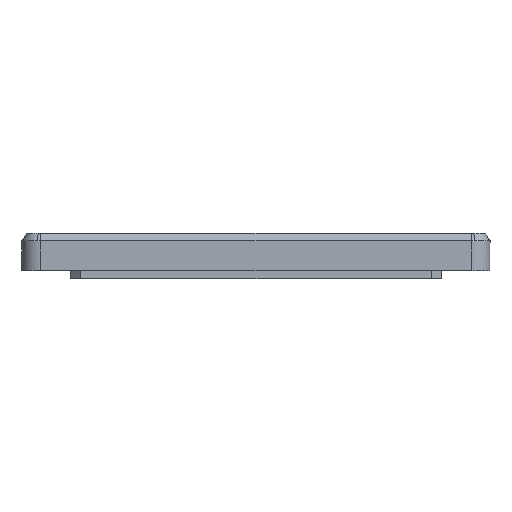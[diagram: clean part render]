
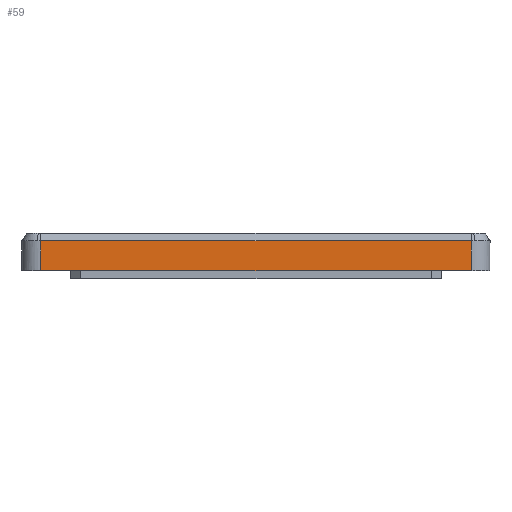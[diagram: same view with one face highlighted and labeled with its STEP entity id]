
A CAD part, front view. The second image highlights one B-rep face of the part: STEP entity #59.
In plain terms, the highlighted free-form (B-spline) face has degree [2, 1] with [3, 2] control points.
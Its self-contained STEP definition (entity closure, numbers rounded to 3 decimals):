
#59=ADVANCED_FACE('',(#224),#2730,.T.);
#224=FACE_OUTER_BOUND('',#397,.T.);
#397=EDGE_LOOP('',(#752,#753,#754,#755));
#752=ORIENTED_EDGE('',*,*,#1494,.T.);
#753=ORIENTED_EDGE('',*,*,#1432,.F.);
#754=ORIENTED_EDGE('',*,*,#1503,.F.);
#755=ORIENTED_EDGE('',*,*,#1502,.F.);
#1432=EDGE_CURVE('',#2314,#2315,#2006,.T.);
#1494=EDGE_CURVE('',#2370,#2315,#1904,.T.);
#1502=EDGE_CURVE('',#2370,#2375,#2042,.T.);
#1503=EDGE_CURVE('',#2375,#2314,#1907,.T.);
#1904=(
BOUNDED_CURVE()
B_SPLINE_CURVE(1,(#4390,#4391),.UNSPECIFIED.,.F.,.F.)
B_SPLINE_CURVE_WITH_KNOTS((2,2),(8.301,16.309),
 .UNSPECIFIED.)
CURVE()
GEOMETRIC_REPRESENTATION_ITEM()
RATIONAL_B_SPLINE_CURVE((1.,1.))
REPRESENTATION_ITEM('')
);
#1907=(
BOUNDED_CURVE()
B_SPLINE_CURVE(1,(#4418,#4419),.UNSPECIFIED.,.F.,.F.)
B_SPLINE_CURVE_WITH_KNOTS((2,2),(8.301,16.309),
 .UNSPECIFIED.)
CURVE()
GEOMETRIC_REPRESENTATION_ITEM()
RATIONAL_B_SPLINE_CURVE((1.,1.))
REPRESENTATION_ITEM('')
);
#2006=B_SPLINE_CURVE_WITH_KNOTS('',1,(#4219,#4220),.UNSPECIFIED.,.F.,.F.,
(2,2),(35.244,150.27),.UNSPECIFIED.);
#2042=B_SPLINE_CURVE_WITH_KNOTS('',1,(#4416,#4417),.UNSPECIFIED.,.F.,.F.,
(2,2),(22.333,65.482),.UNSPECIFIED.);
#2314=VERTEX_POINT('',#3931);
#2315=VERTEX_POINT('',#3932);
#2370=VERTEX_POINT('',#3987);
#2375=VERTEX_POINT('',#3992);
#2730=(
BOUNDED_SURFACE()
B_SPLINE_SURFACE(2,1,((#3158,#3159),(#3160,#3161),(#3162,#3163)),
 .UNSPECIFIED.,.F.,.F.,.F.)
B_SPLINE_SURFACE_WITH_KNOTS((3,3),(2,2),(-806.311,-673.855),
(8.301,16.309),.UNSPECIFIED.)
GEOMETRIC_REPRESENTATION_ITEM()
RATIONAL_B_SPLINE_SURFACE(((1.,1.),(1.,1.),(1.,1.)))
REPRESENTATION_ITEM('')
SURFACE()
);
#3158=CARTESIAN_POINT('',(57.513,-71.986,13.947));
#3159=CARTESIAN_POINT('',(57.513,-71.986,5.94));
#3160=CARTESIAN_POINT('',(0.,-71.986,13.947));
#3161=CARTESIAN_POINT('',(0.,-71.986,5.94));
#3162=CARTESIAN_POINT('',(-57.513,-71.986,13.947));
#3163=CARTESIAN_POINT('',(-57.513,-71.986,5.94));
#3931=CARTESIAN_POINT('',(57.513,-71.986,5.94));
#3932=CARTESIAN_POINT('',(-57.513,-71.986,5.94));
#3987=CARTESIAN_POINT('',(-57.513,-71.986,13.947));
#3992=CARTESIAN_POINT('',(57.513,-71.986,13.947));
#4219=CARTESIAN_POINT('',(57.513,-71.986,5.94));
#4220=CARTESIAN_POINT('',(-57.513,-71.986,5.94));
#4390=CARTESIAN_POINT('',(-57.513,-71.986,13.947));
#4391=CARTESIAN_POINT('',(-57.513,-71.986,5.94));
#4416=CARTESIAN_POINT('',(-57.513,-71.986,13.947));
#4417=CARTESIAN_POINT('',(57.513,-71.986,13.947));
#4418=CARTESIAN_POINT('',(57.513,-71.986,13.947));
#4419=CARTESIAN_POINT('',(57.513,-71.986,5.94));
